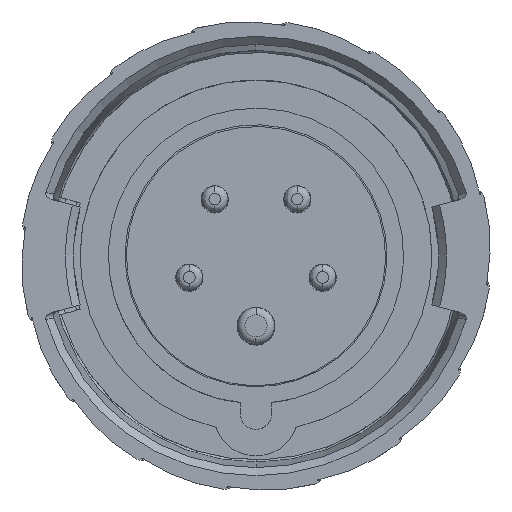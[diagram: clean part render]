
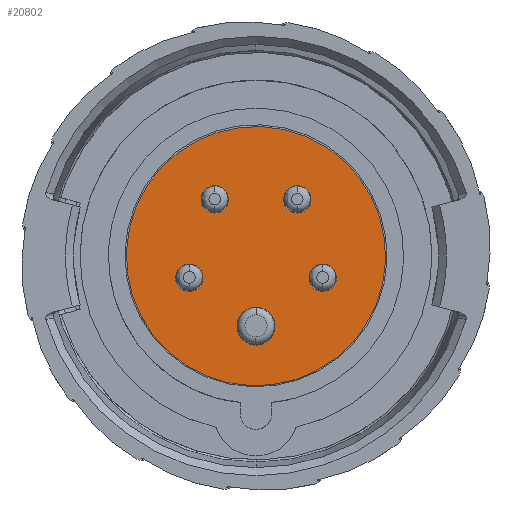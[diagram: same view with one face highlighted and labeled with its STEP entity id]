
A CAD part, top view. The second image highlights one B-rep face of the part: STEP entity #20802.
In plain terms, the highlighted planar face has unit normal (0, 0, 1).
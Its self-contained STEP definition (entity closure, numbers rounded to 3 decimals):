
#20127=CARTESIAN_POINT('',(0.,0.,2.8));
#20128=DIRECTION('',(0.,0.,-1.));
#20129=DIRECTION('',(-0.676,-0.737,0.));
#20130=AXIS2_PLACEMENT_3D('',#20127,#20128,#20129);
#20132=CARTESIAN_POINT('',(0.,0.,2.8));
#20133=DIRECTION('',(0.,0.,-1.));
#20134=DIRECTION('',(0.676,0.737,0.));
#20135=AXIS2_PLACEMENT_3D('',#20132,#20133,#20134);
#20137=CARTESIAN_POINT('',(13.25,0.,2.8));
#20138=DIRECTION('',(0.,0.,1.));
#20139=DIRECTION('',(1.,0.,0.));
#20140=AXIS2_PLACEMENT_3D('',#20137,#20138,#20139);
#20142=CARTESIAN_POINT('',(13.25,0.,2.8));
#20143=DIRECTION('',(0.,0.,1.));
#20144=DIRECTION('',(-1.,0.,0.));
#20145=AXIS2_PLACEMENT_3D('',#20142,#20143,#20144);
#20147=CARTESIAN_POINT('',(4.094,12.601,2.8));
#20148=DIRECTION('',(0.,0.,1.));
#20149=DIRECTION('',(1.,0.,0.));
#20150=AXIS2_PLACEMENT_3D('',#20147,#20148,#20149);
#20152=CARTESIAN_POINT('',(4.094,12.601,2.8));
#20153=DIRECTION('',(0.,0.,1.));
#20154=DIRECTION('',(-1.,0.,0.));
#20155=AXIS2_PLACEMENT_3D('',#20152,#20153,#20154);
#20157=CARTESIAN_POINT('',(-10.719,7.788,2.8));
#20158=DIRECTION('',(0.,0.,1.));
#20159=DIRECTION('',(1.,0.,0.));
#20160=AXIS2_PLACEMENT_3D('',#20157,#20158,#20159);
#20162=CARTESIAN_POINT('',(-10.719,7.788,2.8));
#20163=DIRECTION('',(0.,0.,1.));
#20164=DIRECTION('',(-1.,0.,0.));
#20165=AXIS2_PLACEMENT_3D('',#20162,#20163,#20164);
#20167=CARTESIAN_POINT('',(-10.719,-7.788,2.8));
#20168=DIRECTION('',(0.,0.,1.));
#20169=DIRECTION('',(1.,0.,0.));
#20170=AXIS2_PLACEMENT_3D('',#20167,#20168,#20169);
#20172=CARTESIAN_POINT('',(-10.719,-7.788,2.8));
#20173=DIRECTION('',(0.,0.,1.));
#20174=DIRECTION('',(-1.,0.,0.));
#20175=AXIS2_PLACEMENT_3D('',#20172,#20173,#20174);
#20177=CARTESIAN_POINT('',(4.094,-12.601,2.8));
#20178=DIRECTION('',(0.,0.,1.));
#20179=DIRECTION('',(1.,0.,0.));
#20180=AXIS2_PLACEMENT_3D('',#20177,#20178,#20179);
#20182=CARTESIAN_POINT('',(4.094,-12.601,2.8));
#20183=DIRECTION('',(0.,0.,1.));
#20184=DIRECTION('',(-1.,0.,0.));
#20185=AXIS2_PLACEMENT_3D('',#20182,#20183,#20184);
#20621=CARTESIAN_POINT('',(-16.552,-18.063,2.8));
#20622=CARTESIAN_POINT('',(16.552,18.063,2.8));
#20623=VERTEX_POINT('',#20621);
#20624=VERTEX_POINT('',#20622);
#20625=CARTESIAN_POINT('',(16.825,0.,2.8));
#20626=CARTESIAN_POINT('',(9.675,0.,2.8));
#20627=VERTEX_POINT('',#20625);
#20628=VERTEX_POINT('',#20626);
#20629=CARTESIAN_POINT('',(6.669,12.601,2.8));
#20630=CARTESIAN_POINT('',(1.519,12.601,2.8));
#20631=VERTEX_POINT('',#20629);
#20632=VERTEX_POINT('',#20630);
#20633=CARTESIAN_POINT('',(-8.144,7.788,2.8));
#20634=CARTESIAN_POINT('',(-13.294,7.788,2.8));
#20635=VERTEX_POINT('',#20633);
#20636=VERTEX_POINT('',#20634);
#20637=CARTESIAN_POINT('',(-8.144,-7.788,2.8));
#20638=CARTESIAN_POINT('',(-13.294,-7.788,2.8));
#20639=VERTEX_POINT('',#20637);
#20640=VERTEX_POINT('',#20638);
#20641=CARTESIAN_POINT('',(6.669,-12.601,2.8));
#20642=CARTESIAN_POINT('',(1.519,-12.601,2.8));
#20643=VERTEX_POINT('',#20641);
#20644=VERTEX_POINT('',#20642);
#20761=CARTESIAN_POINT('',(0.,0.,2.8));
#20762=DIRECTION('',(0.,0.,-1.));
#20763=DIRECTION('',(0.676,0.737,0.));
#20764=AXIS2_PLACEMENT_3D('',#20761,#20762,#20763);
#20765=PLANE('',#20764);
#20767=ORIENTED_EDGE('',*,*,#20766,.T.);
#20769=ORIENTED_EDGE('',*,*,#20768,.T.);
#20770=EDGE_LOOP('',(#20767,#20769));
#20771=FACE_OUTER_BOUND('',#20770,.F.);
#20773=ORIENTED_EDGE('',*,*,#20772,.T.);
#20775=ORIENTED_EDGE('',*,*,#20774,.T.);
#20776=EDGE_LOOP('',(#20773,#20775));
#20777=FACE_BOUND('',#20776,.F.);
#20779=ORIENTED_EDGE('',*,*,#20778,.T.);
#20781=ORIENTED_EDGE('',*,*,#20780,.T.);
#20782=EDGE_LOOP('',(#20779,#20781));
#20783=FACE_BOUND('',#20782,.F.);
#20785=ORIENTED_EDGE('',*,*,#20784,.T.);
#20787=ORIENTED_EDGE('',*,*,#20786,.T.);
#20788=EDGE_LOOP('',(#20785,#20787));
#20789=FACE_BOUND('',#20788,.F.);
#20791=ORIENTED_EDGE('',*,*,#20790,.T.);
#20793=ORIENTED_EDGE('',*,*,#20792,.T.);
#20794=EDGE_LOOP('',(#20791,#20793));
#20795=FACE_BOUND('',#20794,.F.);
#20797=ORIENTED_EDGE('',*,*,#20796,.T.);
#20799=ORIENTED_EDGE('',*,*,#20798,.T.);
#20800=EDGE_LOOP('',(#20797,#20799));
#20801=FACE_BOUND('',#20800,.F.);
#20802=ADVANCED_FACE('',(#20771,#20777,#20783,#20789,#20795,#20801),#20765,.F.);
#20131=CIRCLE('',#20130,24.5);
#20136=CIRCLE('',#20135,24.5);
#20141=CIRCLE('',#20140,3.575);
#20146=CIRCLE('',#20145,3.575);
#20151=CIRCLE('',#20150,2.575);
#20156=CIRCLE('',#20155,2.575);
#20161=CIRCLE('',#20160,2.575);
#20166=CIRCLE('',#20165,2.575);
#20171=CIRCLE('',#20170,2.575);
#20176=CIRCLE('',#20175,2.575);
#20181=CIRCLE('',#20180,2.575);
#20186=CIRCLE('',#20185,2.575);
#20766=EDGE_CURVE('',#20623,#20624,#20131,.T.);
#20768=EDGE_CURVE('',#20624,#20623,#20136,.T.);
#20772=EDGE_CURVE('',#20627,#20628,#20141,.T.);
#20774=EDGE_CURVE('',#20628,#20627,#20146,.T.);
#20778=EDGE_CURVE('',#20631,#20632,#20151,.T.);
#20780=EDGE_CURVE('',#20632,#20631,#20156,.T.);
#20784=EDGE_CURVE('',#20635,#20636,#20161,.T.);
#20786=EDGE_CURVE('',#20636,#20635,#20166,.T.);
#20790=EDGE_CURVE('',#20639,#20640,#20171,.T.);
#20792=EDGE_CURVE('',#20640,#20639,#20176,.T.);
#20796=EDGE_CURVE('',#20643,#20644,#20181,.T.);
#20798=EDGE_CURVE('',#20644,#20643,#20186,.T.);
